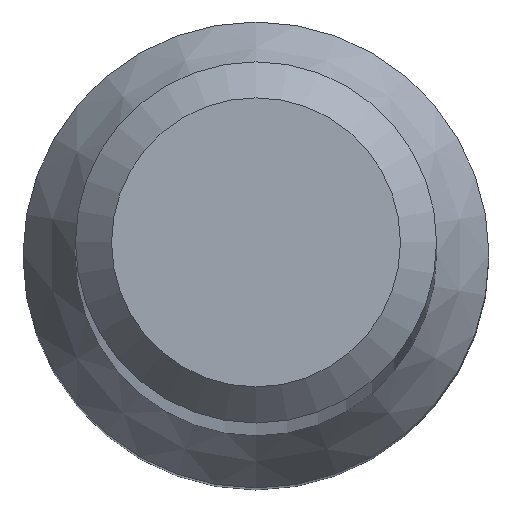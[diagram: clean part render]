
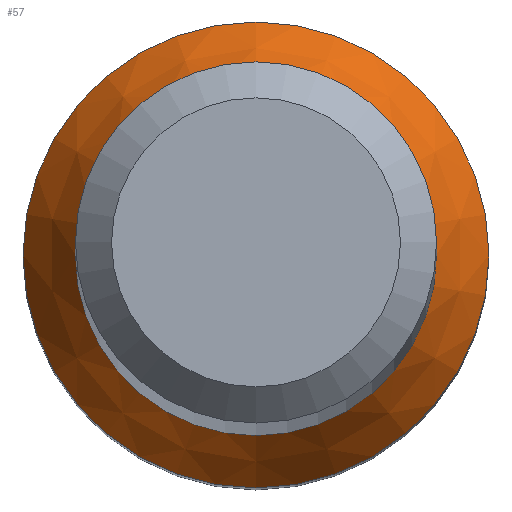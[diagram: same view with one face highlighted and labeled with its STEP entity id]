
A CAD part, top view. The second image highlights one B-rep face of the part: STEP entity #57.
In plain terms, the highlighted conical face has half-angle 30 degrees and reference radius 1.935 mm.
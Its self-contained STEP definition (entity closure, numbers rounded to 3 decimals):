
#13 = CARTESIAN_POINT ( 'NONE',  ( 0., 1.5, 10.753 ) ) ;
#16 = AXIS2_PLACEMENT_3D ( 'NONE', #292, #74, #207 ) ;
#22 = EDGE_CURVE ( 'NONE', #290, #290, #229, .T. ) ;
#35 = VERTEX_POINT ( 'NONE', #13 ) ;
#41 = AXIS2_PLACEMENT_3D ( 'NONE', #232, #177, #180 ) ;
#57 = ADVANCED_FACE ( 'NONE', ( #91, #87 ), #274, .T. ) ;
#74 = DIRECTION ( 'NONE',  ( 0., 0., -1. ) ) ;
#77 = ORIENTED_EDGE ( 'NONE', *, *, #289, .T. ) ;
#87 = FACE_OUTER_BOUND ( 'NONE', #172, .T. ) ;
#91 = FACE_BOUND ( 'NONE', #123, .T. ) ;
#123 = EDGE_LOOP ( 'NONE', ( #77 ) ) ;
#140 = CARTESIAN_POINT ( 'NONE',  ( 0., 1.935, 10. ) ) ;
#168 = DIRECTION ( 'NONE',  ( 0., 0., -1. ) ) ;
#170 = ORIENTED_EDGE ( 'NONE', *, *, #22, .F. ) ;
#172 = EDGE_LOOP ( 'NONE', ( #170 ) ) ;
#177 = DIRECTION ( 'NONE',  ( 0., 0., -1. ) ) ;
#180 = DIRECTION ( 'NONE',  ( 0., 1., 0. ) ) ;
#195 = CARTESIAN_POINT ( 'NONE',  ( 0., 0., 10. ) ) ;
#207 = DIRECTION ( 'NONE',  ( 0., 1., 0. ) ) ;
#229 = CIRCLE ( 'NONE', #233, 1.935 ) ;
#232 = CARTESIAN_POINT ( 'NONE',  ( 0., 0., 10. ) ) ;
#233 = AXIS2_PLACEMENT_3D ( 'NONE', #195, #168, #273 ) ;
#262 = CIRCLE ( 'NONE', #16, 1.5 ) ;
#273 = DIRECTION ( 'NONE',  ( 0., 1., 0. ) ) ;
#274 = CONICAL_SURFACE ( 'NONE', #41, 1.935, 0.524 ) ;
#289 = EDGE_CURVE ( 'NONE', #35, #35, #262, .T. ) ;
#290 = VERTEX_POINT ( 'NONE', #140 ) ;
#292 = CARTESIAN_POINT ( 'NONE',  ( 0., 0., 10.753 ) ) ;
